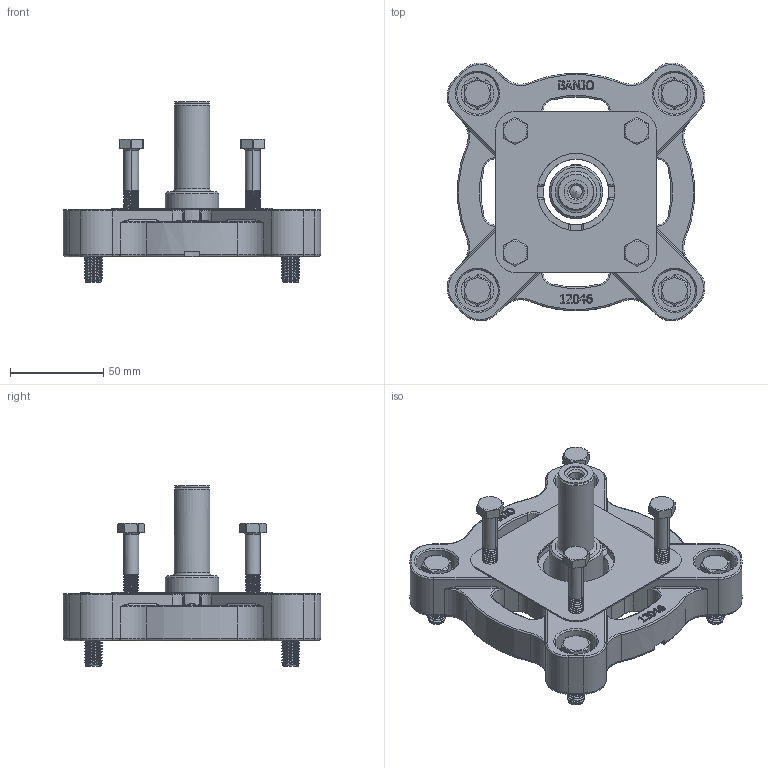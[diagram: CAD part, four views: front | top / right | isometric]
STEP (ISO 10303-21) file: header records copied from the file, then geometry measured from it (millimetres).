
FILE_DESCRIPTION(/* description */ ('56C ADAPTER KIT FOR POLY PUMP '),/* implementation_level */ '2;1');
FILE_NAME(/* name */ '12756.stp',/* time_stamp */ '2020-06-09T14:33:38-04:00',/* author */ ('MJC'),/* organization */ (''),/* preprocessor_version */ 'ST-DEVELOPER v17.2',/* originating_system */ 'Autodesk Inventor 2019',/* authorisation */ '');
FILE_SCHEMA (('AUTOMOTIVE_DESIGN { 1 0 10303 214 3 1 1 }'));
Products named in the file (12): 12756; 12046; 12046X; I516018072; 15751; 12052; 12053; 12902A; V20018; 17704; 15752; 17029
Assembly tree (23 placements, depth 3):
  12756
    12046
      12046X
      I516018072  x4
    15751
    12052
    12053
    12902A
    V20018  x4
    17704  x4
    15752
    17029  x4
Bounding box: 138.03 x 138.03 x 96.57 mm (x, y, z)
Volume: 312223.5 mm3; surface area: 100435.5 mm2
Topology: 22 solids, 22 shells, 3525 faces, 8401 edges, 5033 vertices
Faces by surface type: cylinder 1116, plane 889, bspline 696, cone 690, torus 128, sphere 6
Full cylindrical faces by diameter (mm): 4.978 x2, 5.387 x3, 6.35 x3, 6.401 x4, 6.782 x1, 8.204 x4, 9.128 x4, 9.398 x4, 9.652 x4, 10.185 x4, 10.319 x4, 11.151 x4, 12.7 x5, 15.926 x1, 18.669 x1, 19.05 x1, 22.225 x4, 28.575 x1, 35.052 x1, 41.402 x1
Entity records: 59595 total; most frequent: CARTESIAN_POINT 29589, ORIENTED_EDGE 6410, DIRECTION 5754, EDGE_CURVE 3205, AXIS2_PLACEMENT_3D 2238, VERTEX_POINT 1957, EDGE_LOOP 1426, FACE_OUTER_BOUND 1326
